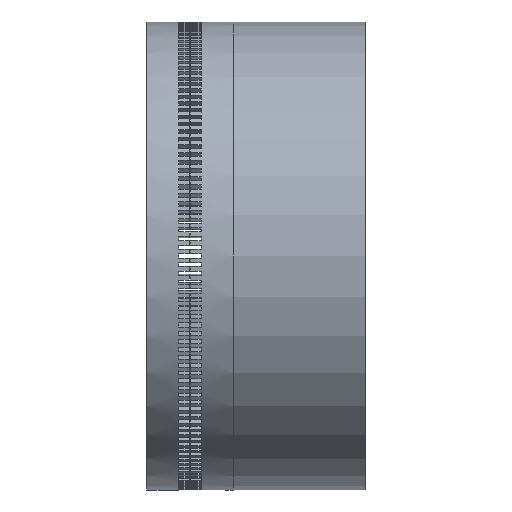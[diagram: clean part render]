
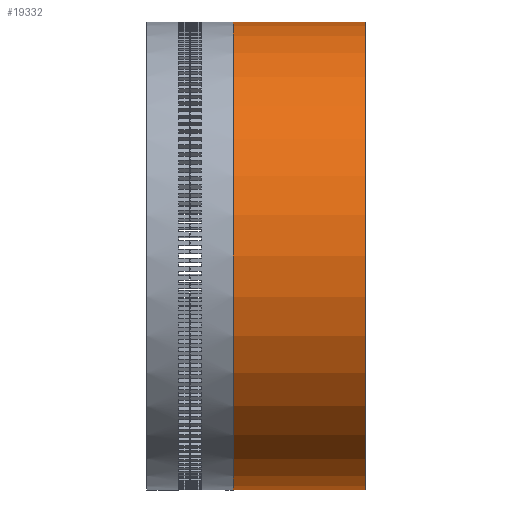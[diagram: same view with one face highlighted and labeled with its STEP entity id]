
A CAD part, front view. The second image highlights one B-rep face of the part: STEP entity #19332.
In plain terms, the highlighted cylindrical face has radius 52.184 mm (diameter 104.369 mm), a partial arc.
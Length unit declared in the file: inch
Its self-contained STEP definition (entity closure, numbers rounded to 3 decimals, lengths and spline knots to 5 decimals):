
#450 = AXIS2_PLACEMENT_3D ( 'NONE', #16490, #15392, #16154 ) ;
#571 = VERTEX_POINT ( 'NONE', #45334 ) ;
#1189 = CARTESIAN_POINT ( 'NONE',  ( 1.161, 0., -2.0545 ) ) ;
#2450 = ORIENTED_EDGE ( 'NONE', *, *, #20226, .F. ) ;
#2970 = AXIS2_PLACEMENT_3D ( 'NONE', #15880, #15824, #15713 ) ;
#4722 = AXIS2_PLACEMENT_3D ( 'NONE', #39893, #39403, #39571 ) ;
#4946 = LINE ( 'NONE', #23706, #44009 ) ;
#6807 = CYLINDRICAL_SURFACE ( 'NONE', #4722, 2.0545 ) ;
#10395 = CIRCLE ( 'NONE', #2970, 2.0545 ) ;
#15392 = DIRECTION ( 'NONE',  ( -1., 0., 0. ) ) ;
#15713 = DIRECTION ( 'NONE',  ( 0., 0., 1. ) ) ;
#15824 = DIRECTION ( 'NONE',  ( -1., 0., 0. ) ) ;
#15880 = CARTESIAN_POINT ( 'NONE',  ( 1.161, 0., 0. ) ) ;
#16154 = DIRECTION ( 'NONE',  ( 0., 0., 1. ) ) ;
#16490 = CARTESIAN_POINT ( 'NONE',  ( 0., 0., 0. ) ) ;
#18441 = ORIENTED_EDGE ( 'NONE', *, *, #19512, .F. ) ;
#19332 = ADVANCED_FACE ( 'NONE', ( #27385 ), #6807, .T. ) ;
#19512 = EDGE_CURVE ( 'NONE', #24931, #571, #29089, .T. ) ;
#19602 = EDGE_CURVE ( 'NONE', #27934, #27556, #4946, .T. ) ;
#19736 = EDGE_CURVE ( 'NONE', #24931, #27934, #10395, .T. ) ;
#20226 = EDGE_CURVE ( 'NONE', #571, #27556, #34663, .T. ) ;
#20896 = EDGE_LOOP ( 'NONE', ( #18441, #25738, #48665, #2450 ) ) ;
#23274 = DIRECTION ( 'NONE',  ( -1., 0., 0. ) ) ;
#23706 = CARTESIAN_POINT ( 'NONE',  ( -0.12652, 0., 2.0545 ) ) ;
#24931 = VERTEX_POINT ( 'NONE', #1189 ) ;
#25738 = ORIENTED_EDGE ( 'NONE', *, *, #19736, .T. ) ;
#27385 = FACE_OUTER_BOUND ( 'NONE', #20896, .T. ) ;
#27556 = VERTEX_POINT ( 'NONE', #44653 ) ;
#27934 = VERTEX_POINT ( 'NONE', #37455 ) ;
#29089 = LINE ( 'NONE', #29619, #30258 ) ;
#29524 = DIRECTION ( 'NONE',  ( -1., 0., 0. ) ) ;
#29619 = CARTESIAN_POINT ( 'NONE',  ( -0.12652, 0., -2.0545 ) ) ;
#30258 = VECTOR ( 'NONE', #29524, 39.37008 ) ;
#34663 = CIRCLE ( 'NONE', #450, 2.0545 ) ;
#37455 = CARTESIAN_POINT ( 'NONE',  ( 1.161, 0., 2.0545 ) ) ;
#39403 = DIRECTION ( 'NONE',  ( -1., 0., 0. ) ) ;
#39571 = DIRECTION ( 'NONE',  ( 0., 0., 1. ) ) ;
#39893 = CARTESIAN_POINT ( 'NONE',  ( -0.12652, 0., 0. ) ) ;
#44009 = VECTOR ( 'NONE', #23274, 39.37008 ) ;
#44653 = CARTESIAN_POINT ( 'NONE',  ( 0., 0., 2.0545 ) ) ;
#45334 = CARTESIAN_POINT ( 'NONE',  ( 0., 0., -2.0545 ) ) ;
#48665 = ORIENTED_EDGE ( 'NONE', *, *, #19602, .T. ) ;
